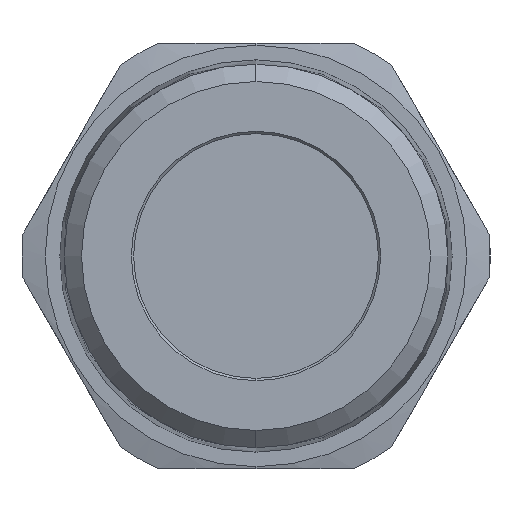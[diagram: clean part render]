
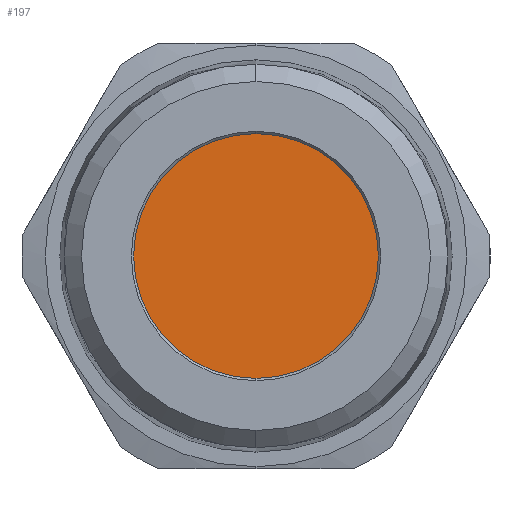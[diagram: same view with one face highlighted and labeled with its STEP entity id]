
A CAD part, left-side view. The second image highlights one B-rep face of the part: STEP entity #197.
In plain terms, the highlighted planar face has unit normal (-1, 0, 0).
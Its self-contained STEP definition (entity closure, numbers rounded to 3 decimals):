
#162 = DIRECTION ( 'NONE',  ( 0., 0.967, -0.254 ) ) ;
#166 = VERTEX_POINT ( 'NONE', #1475 ) ;
#190 = CIRCLE ( 'NONE', #2792, 17.05 ) ;
#197 = ADVANCED_FACE ( 'NONE', ( #3087, #1884 ), #2764, .F. ) ;
#290 = EDGE_LOOP ( 'NONE', ( #1060, #3337 ) ) ;
#304 = EDGE_CURVE ( 'NONE', #1042, #1051, #1355, .T. ) ;
#417 = CARTESIAN_POINT ( 'NONE',  ( 37.5, 0., 0. ) ) ;
#528 = CIRCLE ( 'NONE', #881, 17.027 ) ;
#671 = EDGE_CURVE ( 'NONE', #2888, #166, #528, .T. ) ;
#748 = CIRCLE ( 'NONE', #2440, 17.027 ) ;
#753 = CARTESIAN_POINT ( 'NONE',  ( 37.5, -16.493, 4.323 ) ) ;
#881 = AXIS2_PLACEMENT_3D ( 'NONE', #2722, #1402, #1895 ) ;
#918 = DIRECTION ( 'NONE',  ( 0., 0.95, 0.313 ) ) ;
#944 = DIRECTION ( 'NONE',  ( 1., 0., 0. ) ) ;
#967 = ORIENTED_EDGE ( 'NONE', *, *, #1590, .T. ) ;
#1042 = VERTEX_POINT ( 'NONE', #1470 ) ;
#1051 = VERTEX_POINT ( 'NONE', #753 ) ;
#1060 = ORIENTED_EDGE ( 'NONE', *, *, #671, .F. ) ;
#1355 = CIRCLE ( 'NONE', #1415, 17.05 ) ;
#1364 = DIRECTION ( 'NONE',  ( -1., 0., 0. ) ) ;
#1399 = EDGE_CURVE ( 'NONE', #166, #2888, #748, .T. ) ;
#1402 = DIRECTION ( 'NONE',  ( -1., 0., 0. ) ) ;
#1415 = AXIS2_PLACEMENT_3D ( 'NONE', #3030, #1427, #162 ) ;
#1427 = DIRECTION ( 'NONE',  ( -1., 0., 0. ) ) ;
#1470 = CARTESIAN_POINT ( 'NONE',  ( 37.5, 16.493, -4.323 ) ) ;
#1475 = CARTESIAN_POINT ( 'NONE',  ( 37.5, -16.173, -5.327 ) ) ;
#1479 = ORIENTED_EDGE ( 'NONE', *, *, #304, .T. ) ;
#1590 = EDGE_CURVE ( 'NONE', #1051, #1042, #190, .T. ) ;
#1884 = FACE_OUTER_BOUND ( 'NONE', #3127, .T. ) ;
#1895 = DIRECTION ( 'NONE',  ( 0., -0.95, -0.313 ) ) ;
#1965 = CARTESIAN_POINT ( 'NONE',  ( 37.5, -5.327, 16.173 ) ) ;
#2213 = DIRECTION ( 'NONE',  ( 0., -0.95, -0.313 ) ) ;
#2224 = DIRECTION ( 'NONE',  ( -1., 0., 0. ) ) ;
#2440 = AXIS2_PLACEMENT_3D ( 'NONE', #417, #2224, #2213 ) ;
#2659 = CARTESIAN_POINT ( 'NONE',  ( 37.5, 0., 0. ) ) ;
#2722 = CARTESIAN_POINT ( 'NONE',  ( 37.5, 0., 0. ) ) ;
#2764 = PLANE ( 'NONE',  #2878 ) ;
#2792 = AXIS2_PLACEMENT_3D ( 'NONE', #2659, #1364, #3194 ) ;
#2878 = AXIS2_PLACEMENT_3D ( 'NONE', #1965, #944, #918 ) ;
#2888 = VERTEX_POINT ( 'NONE', #3173 ) ;
#3030 = CARTESIAN_POINT ( 'NONE',  ( 37.5, 0., 0. ) ) ;
#3087 = FACE_BOUND ( 'NONE', #290, .T. ) ;
#3127 = EDGE_LOOP ( 'NONE', ( #1479, #967 ) ) ;
#3173 = CARTESIAN_POINT ( 'NONE',  ( 37.5, 16.173, 5.327 ) ) ;
#3194 = DIRECTION ( 'NONE',  ( 0., 0.967, -0.254 ) ) ;
#3337 = ORIENTED_EDGE ( 'NONE', *, *, #1399, .F. ) ;
